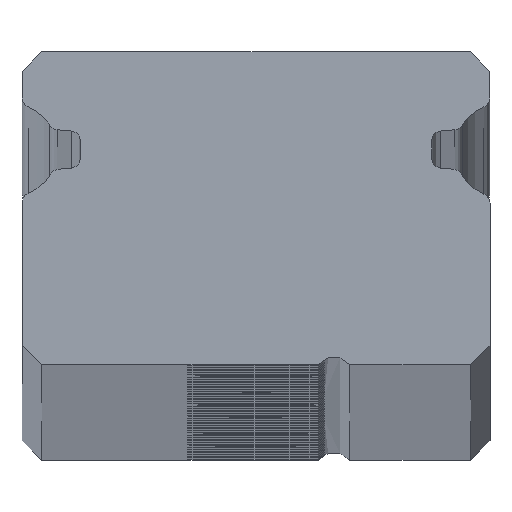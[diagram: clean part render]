
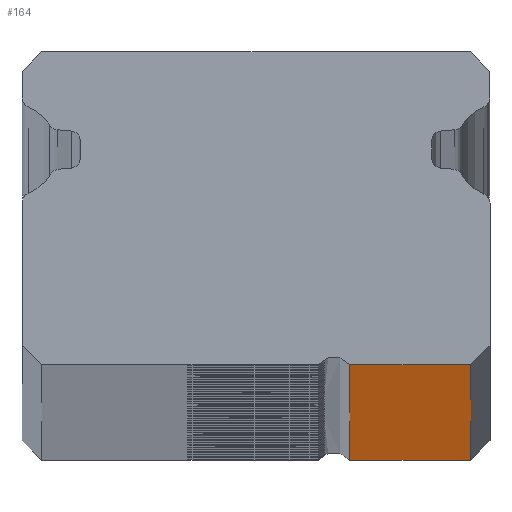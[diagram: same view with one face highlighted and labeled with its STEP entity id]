
A CAD part, top view. The second image highlights one B-rep face of the part: STEP entity #164.
In plain terms, the highlighted planar face has unit normal (0, -1, 0).
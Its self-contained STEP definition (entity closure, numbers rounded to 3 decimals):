
#164 = ADVANCED_FACE ( 'NONE', ( #8628 ), #10925, .F. ) ;
#634 = DIRECTION ( 'NONE',  ( 0., 0., -1. ) ) ;
#992 = VERTEX_POINT ( 'NONE', #7255 ) ;
#1094 = CARTESIAN_POINT ( 'NONE',  ( 2.393, -5.5, -700. ) ) ;
#1231 = DIRECTION ( 'NONE',  ( 0., 1., 0. ) ) ;
#1478 = CARTESIAN_POINT ( 'NONE',  ( 2.393, -5.5, -700. ) ) ;
#1766 = VERTEX_POINT ( 'NONE', #1478 ) ;
#2997 = VERTEX_POINT ( 'NONE', #5845 ) ;
#3344 = CARTESIAN_POINT ( 'NONE',  ( 5.484, -5.5, 700. ) ) ;
#3918 = EDGE_CURVE ( 'NONE', #992, #2997, #9120, .T. ) ;
#3991 = EDGE_CURVE ( 'NONE', #992, #1766, #11383, .T. ) ;
#4614 = VECTOR ( 'NONE', #6399, 1000. ) ;
#4794 = CARTESIAN_POINT ( 'NONE',  ( 2.393, -5.5, 700. ) ) ;
#4839 = VERTEX_POINT ( 'NONE', #7675 ) ;
#5134 = VECTOR ( 'NONE', #634, 1000. ) ;
#5845 = CARTESIAN_POINT ( 'NONE',  ( 5.484, -5.5, 700. ) ) ;
#6399 = DIRECTION ( 'NONE',  ( 0., 0., -1. ) ) ;
#6912 = EDGE_CURVE ( 'NONE', #2997, #4839, #10068, .T. ) ;
#7255 = CARTESIAN_POINT ( 'NONE',  ( 2.393, -5.5, 700. ) ) ;
#7344 = VECTOR ( 'NONE', #7384, 1000. ) ;
#7384 = DIRECTION ( 'NONE',  ( 1., 0., 0. ) ) ;
#7506 = ORIENTED_EDGE ( 'NONE', *, *, #3991, .T. ) ;
#7636 = LINE ( 'NONE', #1094, #7344 ) ;
#7675 = CARTESIAN_POINT ( 'NONE',  ( 5.484, -5.5, -700. ) ) ;
#8205 = EDGE_CURVE ( 'NONE', #1766, #4839, #7636, .T. ) ;
#8247 = DIRECTION ( 'NONE',  ( 1., 0., 0. ) ) ;
#8429 = VECTOR ( 'NONE', #8247, 1000. ) ;
#8628 = FACE_OUTER_BOUND ( 'NONE', #10304, .T. ) ;
#8686 = ORIENTED_EDGE ( 'NONE', *, *, #6912, .F. ) ;
#9026 = CARTESIAN_POINT ( 'NONE',  ( 2.393, -5.5, 700. ) ) ;
#9109 = AXIS2_PLACEMENT_3D ( 'NONE', #4794, #1231, #9249 ) ;
#9120 = LINE ( 'NONE', #10012, #8429 ) ;
#9249 = DIRECTION ( 'NONE',  ( 0., 0., 1. ) ) ;
#10012 = CARTESIAN_POINT ( 'NONE',  ( 2.393, -5.5, 700. ) ) ;
#10068 = LINE ( 'NONE', #3344, #5134 ) ;
#10304 = EDGE_LOOP ( 'NONE', ( #11459, #8686, #10879, #7506 ) ) ;
#10879 = ORIENTED_EDGE ( 'NONE', *, *, #3918, .F. ) ;
#10925 = PLANE ( 'NONE',  #9109 ) ;
#11383 = LINE ( 'NONE', #9026, #4614 ) ;
#11459 = ORIENTED_EDGE ( 'NONE', *, *, #8205, .T. ) ;
